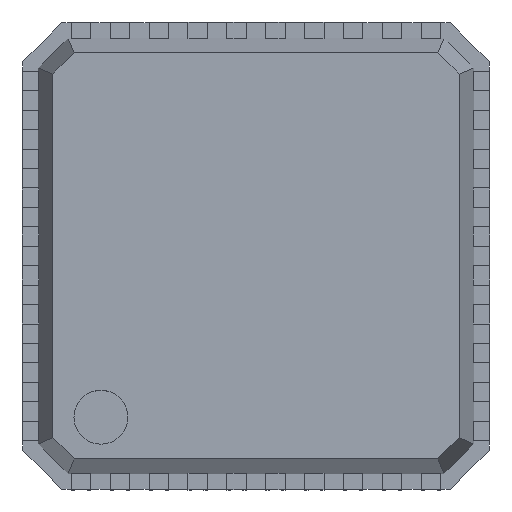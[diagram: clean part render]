
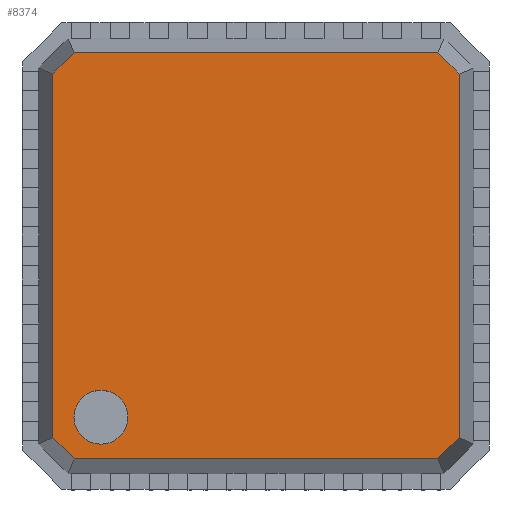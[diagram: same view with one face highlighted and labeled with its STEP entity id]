
A CAD part, top view. The second image highlights one B-rep face of the part: STEP entity #8374.
In plain terms, the highlighted planar face has unit normal (0, 0, 1).
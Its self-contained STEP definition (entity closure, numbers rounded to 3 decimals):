
#241 = ORIENTED_EDGE ( 'NONE', *, *, #8798, .T. ) ;
#245 = VECTOR ( 'NONE', #267, 1000. ) ;
#267 = DIRECTION ( 'NONE',  ( 0., -1., 0. ) ) ;
#368 = CARTESIAN_POINT ( 'NONE',  ( -2.89, 2.417, 0.92 ) ) ;
#440 = ORIENTED_EDGE ( 'NONE', *, *, #13234, .F. ) ;
#495 = ORIENTED_EDGE ( 'NONE', *, *, #15616, .T. ) ;
#537 = AXIS2_PLACEMENT_3D ( 'NONE', #13141, #8390, #16223 ) ;
#984 = EDGE_CURVE ( 'NONE', #9104, #18993, #2138, .T. ) ;
#1199 = VECTOR ( 'NONE', #14263, 1000. ) ;
#1812 = EDGE_CURVE ( 'NONE', #6092, #6618, #7820, .T. ) ;
#1985 = EDGE_CURVE ( 'NONE', #6686, #6092, #19149, .T. ) ;
#2138 = LINE ( 'NONE', #8214, #1199 ) ;
#2158 = DIRECTION ( 'NONE',  ( 1., 0., 0. ) ) ;
#2674 = ORIENTED_EDGE ( 'NONE', *, *, #7489, .T. ) ;
#3684 = DIRECTION ( 'NONE',  ( -0.707, -0.707, 0. ) ) ;
#3759 = PLANE ( 'NONE',  #7889 ) ;
#3883 = AXIS2_PLACEMENT_3D ( 'NONE', #16432, #11767, #13752 ) ;
#3965 = ORIENTED_EDGE ( 'NONE', *, *, #14768, .T. ) ;
#4238 = CARTESIAN_POINT ( 'NONE',  ( -2.563, 2.667, 0.92 ) ) ;
#4589 = VERTEX_POINT ( 'NONE', #9727 ) ;
#4717 = VERTEX_POINT ( 'NONE', #4724 ) ;
#4724 = CARTESIAN_POINT ( 'NONE',  ( -2.89, 2.339, 0.92 ) ) ;
#5159 = CARTESIAN_POINT ( 'NONE',  ( -0.278, 0., 0.92 ) ) ;
#5231 = LINE ( 'NONE', #14362, #12599 ) ;
#5272 = VECTOR ( 'NONE', #6818, 1000. ) ;
#5928 = LINE ( 'NONE', #4238, #16709 ) ;
#6092 = VERTEX_POINT ( 'NONE', #9630 ) ;
#6376 = DIRECTION ( 'NONE',  ( -0.707, 0.707, 0. ) ) ;
#6412 = ORIENTED_EDGE ( 'NONE', *, *, #984, .T. ) ;
#6496 = EDGE_LOOP ( 'NONE', ( #13432, #440 ) ) ;
#6618 = VERTEX_POINT ( 'NONE', #17050 ) ;
#6686 = VERTEX_POINT ( 'NONE', #15560 ) ;
#6699 = DIRECTION ( 'NONE',  ( -1., 0., 0. ) ) ;
#6818 = DIRECTION ( 'NONE',  ( 0.707, 0.707, 0. ) ) ;
#6839 = FACE_BOUND ( 'NONE', #6496, .T. ) ;
#7474 = VERTEX_POINT ( 'NONE', #12201 ) ;
#7489 = EDGE_CURVE ( 'NONE', #13367, #4589, #12662, .T. ) ;
#7814 = VECTOR ( 'NONE', #18541, 1000. ) ;
#7820 = LINE ( 'NONE', #13859, #7814 ) ;
#7889 = AXIS2_PLACEMENT_3D ( 'NONE', #5159, #19075, #2158 ) ;
#8214 = CARTESIAN_POINT ( 'NONE',  ( -2.945, -2.285, 0.92 ) ) ;
#8322 = CARTESIAN_POINT ( 'NONE',  ( 2.007, -2.667, 0.92 ) ) ;
#8374 = ADVANCED_FACE ( 'NONE', ( #6839, #12803 ), #3759, .T. ) ;
#8390 = DIRECTION ( 'NONE',  ( 0., 0., 1. ) ) ;
#8798 = EDGE_CURVE ( 'NONE', #18993, #6686, #5231, .T. ) ;
#9104 = VERTEX_POINT ( 'NONE', #15884 ) ;
#9218 = EDGE_LOOP ( 'NONE', ( #12942, #14570, #3965, #2674, #14083, #495, #6412, #241 ) ) ;
#9630 = CARTESIAN_POINT ( 'NONE',  ( 2.334, -2.339, 0.92 ) ) ;
#9727 = CARTESIAN_POINT ( 'NONE',  ( -2.617, 2.612, 0.92 ) ) ;
#9922 = CIRCLE ( 'NONE', #3883, 0.347 ) ;
#11459 = CARTESIAN_POINT ( 'NONE',  ( -2.273, -1.729, 0.92 ) ) ;
#11767 = DIRECTION ( 'NONE',  ( 0., 0., 1. ) ) ;
#12201 = CARTESIAN_POINT ( 'NONE',  ( -2.273, -2.422, 0.92 ) ) ;
#12584 = EDGE_CURVE ( 'NONE', #4589, #4717, #5928, .T. ) ;
#12599 = VECTOR ( 'NONE', #19055, 1000. ) ;
#12662 = LINE ( 'NONE', #18258, #16974 ) ;
#12724 = CARTESIAN_POINT ( 'NONE',  ( 2.389, 2.285, 0.92 ) ) ;
#12803 = FACE_OUTER_BOUND ( 'NONE', #9218, .T. ) ;
#12942 = ORIENTED_EDGE ( 'NONE', *, *, #1985, .T. ) ;
#13141 = CARTESIAN_POINT ( 'NONE',  ( -2.273, -2.076, 0.92 ) ) ;
#13234 = EDGE_CURVE ( 'NONE', #7474, #18871, #13574, .T. ) ;
#13367 = VERTEX_POINT ( 'NONE', #15029 ) ;
#13432 = ORIENTED_EDGE ( 'NONE', *, *, #16224, .F. ) ;
#13574 = CIRCLE ( 'NONE', #537, 0.347 ) ;
#13752 = DIRECTION ( 'NONE',  ( 0., 1., 0. ) ) ;
#13859 = CARTESIAN_POINT ( 'NONE',  ( 2.334, -2.417, 0.92 ) ) ;
#14083 = ORIENTED_EDGE ( 'NONE', *, *, #12584, .T. ) ;
#14263 = DIRECTION ( 'NONE',  ( 0.707, -0.707, 0. ) ) ;
#14362 = CARTESIAN_POINT ( 'NONE',  ( -2.695, -2.612, 0.92 ) ) ;
#14570 = ORIENTED_EDGE ( 'NONE', *, *, #1812, .T. ) ;
#14572 = VECTOR ( 'NONE', #6376, 1000. ) ;
#14768 = EDGE_CURVE ( 'NONE', #6618, #13367, #18685, .T. ) ;
#15029 = CARTESIAN_POINT ( 'NONE',  ( 2.061, 2.612, 0.92 ) ) ;
#15560 = CARTESIAN_POINT ( 'NONE',  ( 2.061, -2.612, 0.92 ) ) ;
#15616 = EDGE_CURVE ( 'NONE', #4717, #9104, #15680, .T. ) ;
#15680 = LINE ( 'NONE', #368, #245 ) ;
#15884 = CARTESIAN_POINT ( 'NONE',  ( -2.89, -2.339, 0.92 ) ) ;
#16223 = DIRECTION ( 'NONE',  ( 0., 1., 0. ) ) ;
#16224 = EDGE_CURVE ( 'NONE', #18871, #7474, #9922, .T. ) ;
#16432 = CARTESIAN_POINT ( 'NONE',  ( -2.273, -2.076, 0.92 ) ) ;
#16709 = VECTOR ( 'NONE', #3684, 1000. ) ;
#16974 = VECTOR ( 'NONE', #6699, 1000. ) ;
#17050 = CARTESIAN_POINT ( 'NONE',  ( 2.334, 2.339, 0.92 ) ) ;
#18111 = CARTESIAN_POINT ( 'NONE',  ( -2.617, -2.612, 0.92 ) ) ;
#18258 = CARTESIAN_POINT ( 'NONE',  ( 2.139, 2.612, 0.92 ) ) ;
#18541 = DIRECTION ( 'NONE',  ( 0., 1., 0. ) ) ;
#18685 = LINE ( 'NONE', #12724, #14572 ) ;
#18871 = VERTEX_POINT ( 'NONE', #11459 ) ;
#18993 = VERTEX_POINT ( 'NONE', #18111 ) ;
#19055 = DIRECTION ( 'NONE',  ( 1., 0., 0. ) ) ;
#19075 = DIRECTION ( 'NONE',  ( 0., 0., 1. ) ) ;
#19149 = LINE ( 'NONE', #8322, #5272 ) ;
